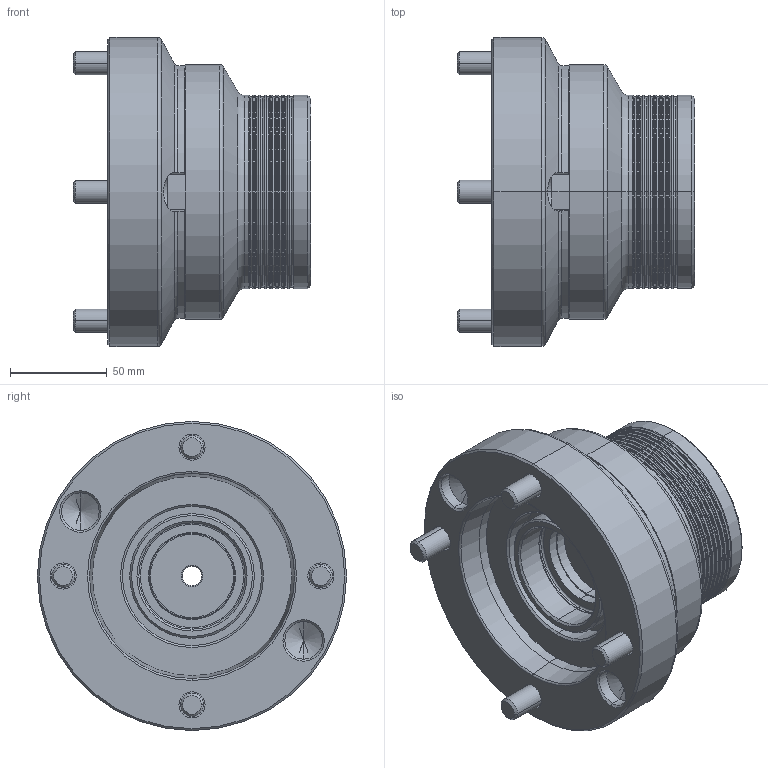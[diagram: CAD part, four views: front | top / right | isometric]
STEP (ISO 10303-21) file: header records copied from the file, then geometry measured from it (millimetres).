
FILE_DESCRIPTION (( 'STEP AP203' ), '1' );
FILE_NAME ('CF-CBE-42A6.STEP', '2020-10-29T07:53:58', ( '' ), ( '' ), 'SwSTEP 2.0', 'SolidWorks 2016', '' );
FILE_SCHEMA (( 'CONFIG_CONTROL_DESIGN' ));
Length unit declared in the file: millimetre
Products named in the file (6): CF-CBE-42-04010; CF-CBE-42-03010; CF-CBE-42A6; CF-CBE-42-01010; CF-CBE-42A6-01010; 圓頭內六角螺栓_M12x35
Assembly tree (8 placements, depth 2):
  CF-CBE-42A6
    CF-CBE-42-01010
    CF-CBE-42A6-01010
    圓頭內六角螺栓_M12x35  x4
    CF-CBE-42-04010
    CF-CBE-42-03010
Bounding box: 123 x 160 x 160 mm (x, y, z)
Volume: 992198.6 mm3; surface area: 177068 mm2
Topology: 8 solids, 8 shells, 353 faces, 784 edges, 456 vertices
Faces by surface type: cone 108, cylinder 100, plane 95, torus 50
Entity records: 8626 total; most frequent: CARTESIAN_POINT 1578, DIRECTION 1504, ORIENTED_EDGE 1220, AXIS2_PLACEMENT_3D 639, EDGE_CURVE 610, VERTEX_POINT 357, CIRCLE 350, EDGE_LOOP 309
